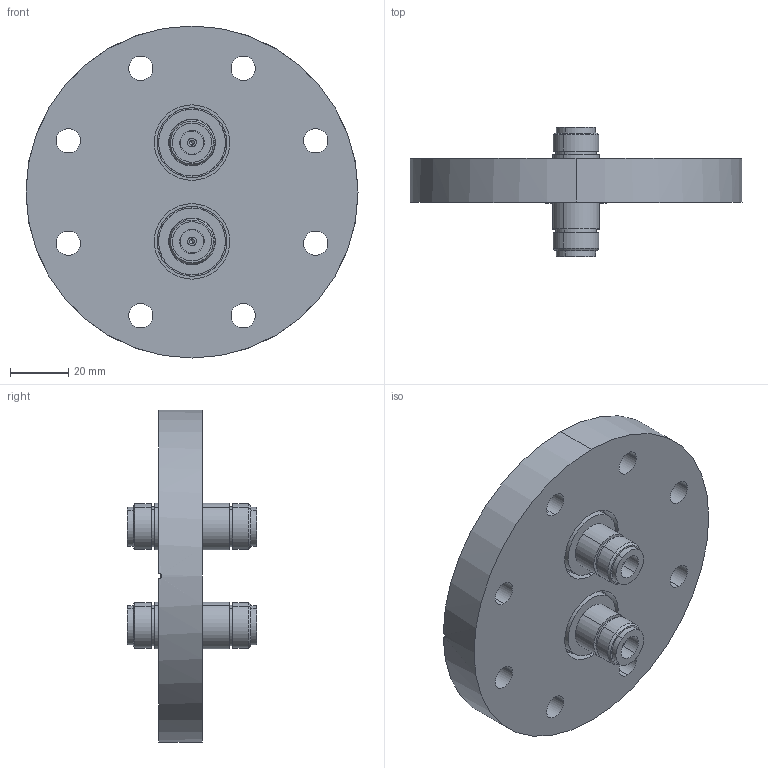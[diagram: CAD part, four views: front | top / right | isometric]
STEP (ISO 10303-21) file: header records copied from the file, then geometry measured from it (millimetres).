
FILE_DESCRIPTION (( 'STEP AP214' ), '1' );
FILE_NAME ('242-NDF50-C63-2.step', '2025-02-18T20:49:41', ( '' ), ( '' ), 'SwSTEP 2.0', 'SolidWorks 2022', '' );
FILE_SCHEMA (( 'AUTOMOTIVE_DESIGN' ));
Length unit declared in the file: millimetre
Products named in the file (8): 9242-NDF50-4; 9242-NDF50-2; 9242-NDF50-5; 242-NDF50; 9411-C63-24-2_DN63 CF; 9242-NDF50-3; 9242-NDF50-1; 242-NDF50-C63-2
Assembly tree (8 placements, depth 3):
  242-NDF50-C63-2
    9411-C63-24-2_DN63 CF
    242-NDF50  x2
      9242-NDF50-1
      9242-NDF50-2
      9242-NDF50-3
      9242-NDF50-4
      9242-NDF50-5
Bounding box: 114.3 x 44.5 x 114.3 mm (x, y, z)
Volume: 143929.7 mm3; surface area: 44240.8 mm2
Topology: 11 solids, 11 shells, 168 faces, 364 edges, 232 vertices
Faces by surface type: cylinder 106, plane 42, cone 20
Entity records: 3368 total; most frequent: DIRECTION 602, CARTESIAN_POINT 558, ORIENTED_EDGE 460, AXIS2_PLACEMENT_3D 260, EDGE_CURVE 230, VERTEX_POINT 150, CIRCLE 144, EDGE_LOOP 144
